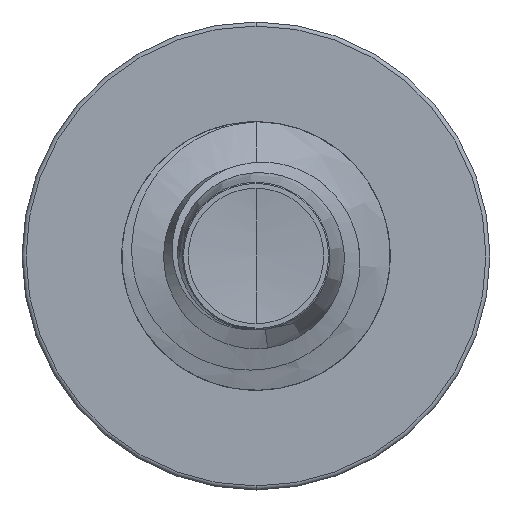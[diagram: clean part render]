
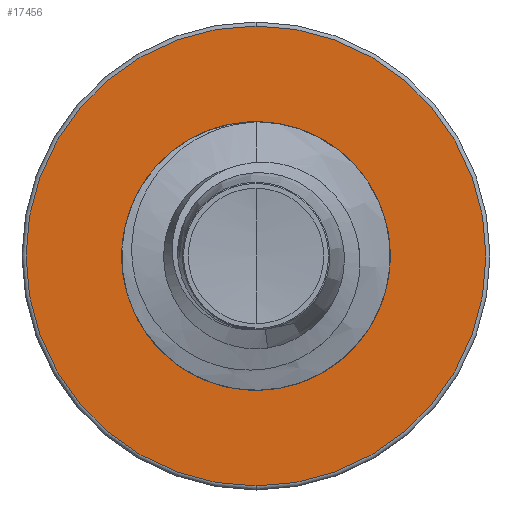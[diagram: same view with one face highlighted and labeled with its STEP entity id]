
A CAD part, front view. The second image highlights one B-rep face of the part: STEP entity #17456.
In plain terms, the highlighted planar face has unit normal (0, -1, 0).
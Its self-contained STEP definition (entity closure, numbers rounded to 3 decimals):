
#4 = DIRECTION ( 'NONE',  ( 0., 0., 1. ) ) ;
#13 = DIRECTION ( 'NONE',  ( 0., 1., 0. ) ) ;
#45 = CARTESIAN_POINT ( 'NONE',  ( 0., 11., 0. ) ) ;
#3277 = FACE_BOUND ( 'NONE', #8525, .T. ) ;
#4157 = AXIS2_PLACEMENT_3D ( 'NONE', #5817, #5813, #5784 ) ;
#4820 = AXIS2_PLACEMENT_3D ( 'NONE', #8836, #8811, #8759 ) ;
#5248 = AXIS2_PLACEMENT_3D ( 'NONE', #45, #13, #4 ) ;
#5734 = CARTESIAN_POINT ( 'NONE',  ( 0., 11., -2.997 ) ) ;
#5784 = DIRECTION ( 'NONE',  ( 0., 0., 1. ) ) ;
#5813 = DIRECTION ( 'NONE',  ( 0., 1., 0. ) ) ;
#5817 = CARTESIAN_POINT ( 'NONE',  ( 0., 11., 0. ) ) ;
#7235 = AXIS2_PLACEMENT_3D ( 'NONE', #15641, #15639, #15628 ) ;
#8246 = DIRECTION ( 'NONE',  ( 0., 1., 0. ) ) ;
#8525 = EDGE_LOOP ( 'NONE', ( #9395, #17495 ) ) ;
#8759 = DIRECTION ( 'NONE',  ( 0., 0., 1. ) ) ;
#8811 = DIRECTION ( 'NONE',  ( 0., 1., 0. ) ) ;
#8836 = CARTESIAN_POINT ( 'NONE',  ( 0., 11., 0. ) ) ;
#8980 = CARTESIAN_POINT ( 'NONE',  ( 0., 11., 2.998 ) ) ;
#9218 = EDGE_LOOP ( 'NONE', ( #15432, #17311 ) ) ;
#9395 = ORIENTED_EDGE ( 'NONE', *, *, #15314, .T. ) ;
#9433 = CARTESIAN_POINT ( 'NONE',  ( 0., 11., 1.722 ) ) ;
#9624 = AXIS2_PLACEMENT_3D ( 'NONE', #15683, #8246, #16441 ) ;
#10596 = VERTEX_POINT ( 'NONE', #9433 ) ;
#10816 = VERTEX_POINT ( 'NONE', #8980 ) ;
#13824 = PLANE ( 'NONE',  #9624 ) ;
#14698 = CARTESIAN_POINT ( 'NONE',  ( 0., 11., -1.722 ) ) ;
#15074 = CIRCLE ( 'NONE', #4820, 2.998 ) ;
#15314 = EDGE_CURVE ( 'NONE', #10596, #15394, #16110, .T. ) ;
#15394 = VERTEX_POINT ( 'NONE', #14698 ) ;
#15432 = ORIENTED_EDGE ( 'NONE', *, *, #16128, .F. ) ;
#15628 = DIRECTION ( 'NONE',  ( 0., 0., 1. ) ) ;
#15639 = DIRECTION ( 'NONE',  ( 0., 1., 0. ) ) ;
#15641 = CARTESIAN_POINT ( 'NONE',  ( 0., 11., 0. ) ) ;
#15683 = CARTESIAN_POINT ( 'NONE',  ( 0., 11., -1.722 ) ) ;
#16023 = EDGE_CURVE ( 'NONE', #15394, #10596, #17630, .T. ) ;
#16110 = CIRCLE ( 'NONE', #7235, 1.722 ) ;
#16128 = EDGE_CURVE ( 'NONE', #10816, #16283, #15074, .T. ) ;
#16283 = VERTEX_POINT ( 'NONE', #5734 ) ;
#16301 = EDGE_CURVE ( 'NONE', #16283, #10816, #17715, .T. ) ;
#16441 = DIRECTION ( 'NONE',  ( 0., 0., 1. ) ) ;
#17086 = FACE_OUTER_BOUND ( 'NONE', #9218, .T. ) ;
#17311 = ORIENTED_EDGE ( 'NONE', *, *, #16301, .F. ) ;
#17456 = ADVANCED_FACE ( 'NONE', ( #17086, #3277 ), #13824, .F. ) ;
#17495 = ORIENTED_EDGE ( 'NONE', *, *, #16023, .T. ) ;
#17630 = CIRCLE ( 'NONE', #5248, 1.722 ) ;
#17715 = CIRCLE ( 'NONE', #4157, 2.998 ) ;
